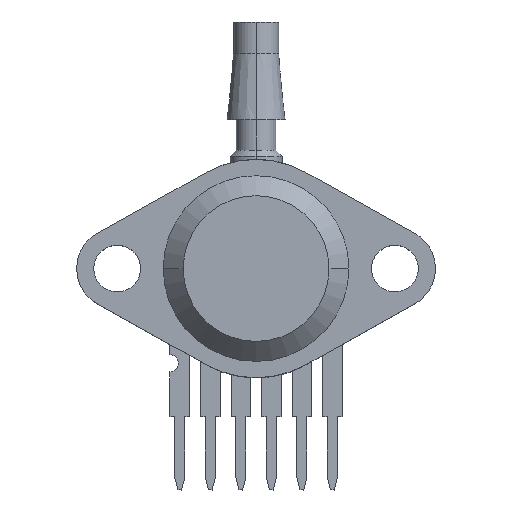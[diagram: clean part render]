
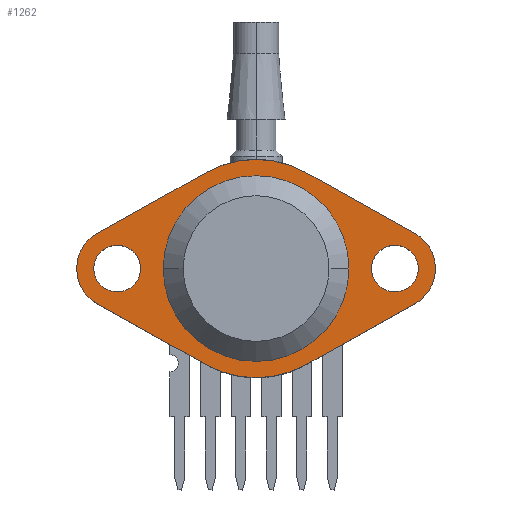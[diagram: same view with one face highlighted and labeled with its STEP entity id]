
A CAD part, top view. The second image highlights one B-rep face of the part: STEP entity #1262.
In plain terms, the highlighted planar face has unit normal (0, 0, 1).
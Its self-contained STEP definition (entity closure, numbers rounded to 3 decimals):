
#185 = VERTEX_POINT ( 'NONE', #1390 ) ;
#186 = EDGE_CURVE ( 'NONE', #185, #205, #1334, .T. ) ;
#188 = EDGE_CURVE ( 'NONE', #211, #208, #1327, .T. ) ;
#195 = EDGE_CURVE ( 'NONE', #256, #286, #1424, .T. ) ;
#196 = VERTEX_POINT ( 'NONE', #1434 ) ;
#205 = VERTEX_POINT ( 'NONE', #1440 ) ;
#208 = VERTEX_POINT ( 'NONE', #1405 ) ;
#211 = VERTEX_POINT ( 'NONE', #1404 ) ;
#223 = EDGE_CURVE ( 'NONE', #233, #234, #1488, .T. ) ;
#227 = VERTEX_POINT ( 'NONE', #1477 ) ;
#228 = VERTEX_POINT ( 'NONE', #1463 ) ;
#233 = VERTEX_POINT ( 'NONE', #1458 ) ;
#234 = VERTEX_POINT ( 'NONE', #1455 ) ;
#247 = EDGE_CURVE ( 'NONE', #228, #227, #1461, .T. ) ;
#256 = VERTEX_POINT ( 'NONE', #1587 ) ;
#275 = VERTEX_POINT ( 'NONE', #1626 ) ;
#286 = VERTEX_POINT ( 'NONE', #1652 ) ;
#287 = VERTEX_POINT ( 'NONE', #1628 ) ;
#314 = EDGE_CURVE ( 'NONE', #355, #287, #1661, .T. ) ;
#316 = EDGE_CURVE ( 'NONE', #286, #275, #1683, .T. ) ;
#318 = EDGE_CURVE ( 'NONE', #287, #196, #1667, .T. ) ;
#355 = VERTEX_POINT ( 'NONE', #1802 ) ;
#366 = EDGE_CURVE ( 'NONE', #275, #355, #1747, .T. ) ;
#440 = EDGE_CURVE ( 'NONE', #234, #256, #1901, .T. ) ;
#448 = EDGE_CURVE ( 'NONE', #559, #233, #1933, .T. ) ;
#506 = EDGE_CURVE ( 'NONE', #205, #185, #1603, .T. ) ;
#556 = EDGE_CURVE ( 'NONE', #196, #559, #1504, .T. ) ;
#559 = VERTEX_POINT ( 'NONE', #2218 ) ;
#568 = EDGE_CURVE ( 'NONE', #208, #211, #2192, .T. ) ;
#1180 = ORIENTED_EDGE ( 'NONE', *, *, #314, .T. ) ;
#1183 = EDGE_CURVE ( 'NONE', #227, #228, #3063, .T. ) ;
#1184 = ORIENTED_EDGE ( 'NONE', *, *, #188, .F. ) ;
#1186 = EDGE_LOOP ( 'NONE', ( #1271, #1259 ) ) ;
#1204 = EDGE_LOOP ( 'NONE', ( #1268, #1269 ) ) ;
#1205 = ORIENTED_EDGE ( 'NONE', *, *, #440, .T. ) ;
#1206 = ORIENTED_EDGE ( 'NONE', *, *, #195, .T. ) ;
#1207 = ORIENTED_EDGE ( 'NONE', *, *, #316, .T. ) ;
#1208 = ORIENTED_EDGE ( 'NONE', *, *, #366, .T. ) ;
#1257 = ORIENTED_EDGE ( 'NONE', *, *, #318, .T. ) ;
#1258 = ORIENTED_EDGE ( 'NONE', *, *, #556, .T. ) ;
#1259 = ORIENTED_EDGE ( 'NONE', *, *, #1183, .T. ) ;
#1261 = EDGE_LOOP ( 'NONE', ( #1184, #1263 ) ) ;
#1262 = ADVANCED_FACE ( 'NONE', ( #3256, #3255, #3202, #3201 ), #3200, .T. ) ;
#1263 = ORIENTED_EDGE ( 'NONE', *, *, #568, .F. ) ;
#1268 = ORIENTED_EDGE ( 'NONE', *, *, #186, .F. ) ;
#1269 = ORIENTED_EDGE ( 'NONE', *, *, #506, .F. ) ;
#1270 = EDGE_LOOP ( 'NONE', ( #1207, #1208, #1180, #1257, #1258, #1272, #1273, #1205, #1206 ) ) ;
#1271 = ORIENTED_EDGE ( 'NONE', *, *, #247, .T. ) ;
#1272 = ORIENTED_EDGE ( 'NONE', *, *, #448, .T. ) ;
#1273 = ORIENTED_EDGE ( 'NONE', *, *, #223, .T. ) ;
#1325 = CARTESIAN_POINT ( 'NONE',  ( -11.555, 0., 4.31 ) ) ;
#1326 = AXIS2_PLACEMENT_3D ( 'NONE', #1325, #1430, #1407 ) ;
#1327 = CIRCLE ( 'NONE', #1326, 1.945 ) ;
#1330 = DIRECTION ( 'NONE',  ( 1., 0., 0. ) ) ;
#1331 = DIRECTION ( 'NONE',  ( 0., 0., 1. ) ) ;
#1332 = CARTESIAN_POINT ( 'NONE',  ( 11.555, 0., 4.31 ) ) ;
#1333 = AXIS2_PLACEMENT_3D ( 'NONE', #1332, #1331, #1330 ) ;
#1334 = CIRCLE ( 'NONE', #1333, 1.945 ) ;
#1390 = CARTESIAN_POINT ( 'NONE',  ( 9.61, 0., 4.31 ) ) ;
#1404 = CARTESIAN_POINT ( 'NONE',  ( -13.5, 0., 4.31 ) ) ;
#1405 = CARTESIAN_POINT ( 'NONE',  ( -9.61, 0., 4.31 ) ) ;
#1407 = DIRECTION ( 'NONE',  ( 1., 0., 0. ) ) ;
#1410 = DIRECTION ( 'NONE',  ( 1., 0., 0. ) ) ;
#1411 = DIRECTION ( 'NONE',  ( 0., 0., 1. ) ) ;
#1412 = CARTESIAN_POINT ( 'NONE',  ( 0., -0.574, 4.31 ) ) ;
#1424 = CIRCLE ( 'NONE', #1428, 8.506 ) ;
#1428 = AXIS2_PLACEMENT_3D ( 'NONE', #1412, #1411, #1410 ) ;
#1430 = DIRECTION ( 'NONE',  ( 0., 0., 1. ) ) ;
#1434 = CARTESIAN_POINT ( 'NONE',  ( -4.15, 7.999, 4.31 ) ) ;
#1440 = CARTESIAN_POINT ( 'NONE',  ( 13.5, 0., 4.31 ) ) ;
#1455 = CARTESIAN_POINT ( 'NONE',  ( -13.199, -2.942, 4.31 ) ) ;
#1458 = CARTESIAN_POINT ( 'NONE',  ( -14.925, 0., 4.31 ) ) ;
#1460 = AXIS2_PLACEMENT_3D ( 'NONE', #1513, #1487, #1486 ) ;
#1461 = CIRCLE ( 'NONE', #1460, 7.725 ) ;
#1463 = CARTESIAN_POINT ( 'NONE',  ( -7.725, 0., 4.31 ) ) ;
#1477 = CARTESIAN_POINT ( 'NONE',  ( 7.725, 0., 4.31 ) ) ;
#1486 = DIRECTION ( 'NONE',  ( -1., 0., 0. ) ) ;
#1487 = DIRECTION ( 'NONE',  ( 0., 0., -1. ) ) ;
#1488 = CIRCLE ( 'NONE', #1497, 3.37 ) ;
#1495 = DIRECTION ( 'NONE',  ( 0., 0., 1. ) ) ;
#1496 = CARTESIAN_POINT ( 'NONE',  ( -11.555, 0., 4.31 ) ) ;
#1497 = AXIS2_PLACEMENT_3D ( 'NONE', #1496, #1495, #1498 ) ;
#1498 = DIRECTION ( 'NONE',  ( 1., 0., 0. ) ) ;
#1504 = LINE ( 'NONE', #1725, #1724 ) ;
#1513 = CARTESIAN_POINT ( 'NONE',  ( 0., 0., 4.31 ) ) ;
#1587 = CARTESIAN_POINT ( 'NONE',  ( -4.15, -7.999, 4.31 ) ) ;
#1603 = CIRCLE ( 'NONE', #1609, 1.945 ) ;
#1609 = AXIS2_PLACEMENT_3D ( 'NONE', #1618, #1617, #1687 ) ;
#1617 = DIRECTION ( 'NONE',  ( 0., 0., 1. ) ) ;
#1618 = CARTESIAN_POINT ( 'NONE',  ( 11.555, 0., 4.31 ) ) ;
#1626 = CARTESIAN_POINT ( 'NONE',  ( 13.199, -2.942, 4.31 ) ) ;
#1628 = CARTESIAN_POINT ( 'NONE',  ( 4.15, 7.999, 4.31 ) ) ;
#1652 = CARTESIAN_POINT ( 'NONE',  ( 4.15, -7.999, 4.31 ) ) ;
#1658 = DIRECTION ( 'NONE',  ( -0.873, 0.488, 0. ) ) ;
#1659 = VECTOR ( 'NONE', #1658, 1000. ) ;
#1660 = CARTESIAN_POINT ( 'NONE',  ( 13.199, 2.942, 4.31 ) ) ;
#1661 = LINE ( 'NONE', #1660, #1659 ) ;
#1666 = AXIS2_PLACEMENT_3D ( 'NONE', #1700, #1699, #1698 ) ;
#1667 = CIRCLE ( 'NONE', #1666, 8.506 ) ;
#1680 = DIRECTION ( 'NONE',  ( 0.873, 0.488, 0. ) ) ;
#1681 = VECTOR ( 'NONE', #1680, 1000. ) ;
#1682 = CARTESIAN_POINT ( 'NONE',  ( 4.15, -7.999, 4.31 ) ) ;
#1683 = LINE ( 'NONE', #1682, #1681 ) ;
#1687 = DIRECTION ( 'NONE',  ( 1., 0., 0. ) ) ;
#1698 = DIRECTION ( 'NONE',  ( 1., 0., 0. ) ) ;
#1699 = DIRECTION ( 'NONE',  ( 0., 0., 1. ) ) ;
#1700 = CARTESIAN_POINT ( 'NONE',  ( 0., 0.574, 4.31 ) ) ;
#1724 = VECTOR ( 'NONE', #1827, 1000. ) ;
#1725 = CARTESIAN_POINT ( 'NONE',  ( -4.15, 7.999, 4.31 ) ) ;
#1744 = DIRECTION ( 'NONE',  ( 0., 0., 1. ) ) ;
#1745 = CARTESIAN_POINT ( 'NONE',  ( 11.555, 0., 4.31 ) ) ;
#1746 = AXIS2_PLACEMENT_3D ( 'NONE', #1745, #1744, #1788 ) ;
#1747 = CIRCLE ( 'NONE', #1746, 3.37 ) ;
#1788 = DIRECTION ( 'NONE',  ( 1., 0., 0. ) ) ;
#1802 = CARTESIAN_POINT ( 'NONE',  ( 13.199, 2.942, 4.31 ) ) ;
#1827 = DIRECTION ( 'NONE',  ( -0.873, -0.488, 0. ) ) ;
#1898 = DIRECTION ( 'NONE',  ( 0.873, -0.488, 0. ) ) ;
#1899 = VECTOR ( 'NONE', #1898, 1000. ) ;
#1900 = CARTESIAN_POINT ( 'NONE',  ( -13.199, -2.942, 4.31 ) ) ;
#1901 = LINE ( 'NONE', #1900, #1899 ) ;
#1929 = DIRECTION ( 'NONE',  ( 1., 0., 0. ) ) ;
#1930 = DIRECTION ( 'NONE',  ( 0., 0., 1. ) ) ;
#1931 = CARTESIAN_POINT ( 'NONE',  ( -11.555, 0., 4.31 ) ) ;
#1932 = AXIS2_PLACEMENT_3D ( 'NONE', #1931, #1930, #1929 ) ;
#1933 = CIRCLE ( 'NONE', #1932, 3.37 ) ;
#2190 = DIRECTION ( 'NONE',  ( 1., 0., 0. ) ) ;
#2191 = AXIS2_PLACEMENT_3D ( 'NONE', #2200, #2199, #2190 ) ;
#2192 = CIRCLE ( 'NONE', #2191, 1.945 ) ;
#2199 = DIRECTION ( 'NONE',  ( 0., 0., 1. ) ) ;
#2200 = CARTESIAN_POINT ( 'NONE',  ( -11.555, 0., 4.31 ) ) ;
#2218 = CARTESIAN_POINT ( 'NONE',  ( -13.199, 2.942, 4.31 ) ) ;
#3059 = DIRECTION ( 'NONE',  ( -1., 0., 0. ) ) ;
#3060 = DIRECTION ( 'NONE',  ( 0., 0., -1. ) ) ;
#3061 = CARTESIAN_POINT ( 'NONE',  ( 0., 0., 4.31 ) ) ;
#3062 = AXIS2_PLACEMENT_3D ( 'NONE', #3061, #3060, #3059 ) ;
#3063 = CIRCLE ( 'NONE', #3062, 7.725 ) ;
#3199 = CARTESIAN_POINT ( 'NONE',  ( 0., -16.063, 4.31 ) ) ;
#3200 = PLANE ( 'NONE',  #3236 ) ;
#3201 = FACE_OUTER_BOUND ( 'NONE', #1270, .T. ) ;
#3202 = FACE_BOUND ( 'NONE', #1204, .T. ) ;
#3234 = DIRECTION ( 'NONE',  ( 1., 0., 0. ) ) ;
#3235 = DIRECTION ( 'NONE',  ( 0., 0., 1. ) ) ;
#3236 = AXIS2_PLACEMENT_3D ( 'NONE', #3199, #3235, #3234 ) ;
#3255 = FACE_BOUND ( 'NONE', #1261, .T. ) ;
#3256 = FACE_BOUND ( 'NONE', #1186, .T. ) ;
